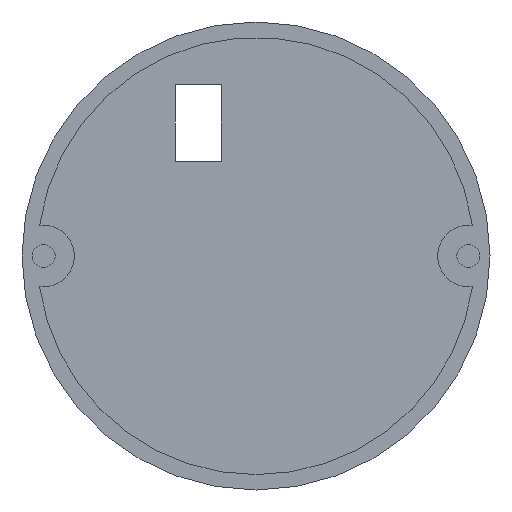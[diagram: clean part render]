
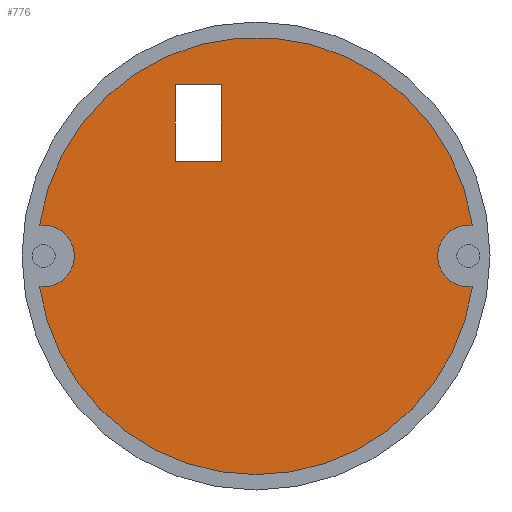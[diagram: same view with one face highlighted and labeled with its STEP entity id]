
A CAD part, front view. The second image highlights one B-rep face of the part: STEP entity #776.
In plain terms, the highlighted planar face has unit normal (0, -1, 0).
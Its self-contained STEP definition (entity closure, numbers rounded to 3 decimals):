
#17 = DIRECTION ( 'NONE',  ( -1., 0., 0. ) ) ;
#25 = CARTESIAN_POINT ( 'NONE',  ( -4.505, 20., 0. ) ) ;
#32 = ORIENTED_EDGE ( 'NONE', *, *, #47, .F. ) ;
#36 = AXIS2_PLACEMENT_3D ( 'NONE', #218, #152, #390 ) ;
#43 = CARTESIAN_POINT ( 'NONE',  ( 28.127, 20., 3.966 ) ) ;
#47 = EDGE_CURVE ( 'NONE', #768, #459, #269, .T. ) ;
#49 = CIRCLE ( 'NONE', #613, 28.405 ) ;
#57 = CIRCLE ( 'NONE', #655, 4. ) ;
#58 = VERTEX_POINT ( 'NONE', #711 ) ;
#65 = FACE_OUTER_BOUND ( 'NONE', #571, .T. ) ;
#66 = CARTESIAN_POINT ( 'NONE',  ( 27.605, 20., -4. ) ) ;
#71 = ORIENTED_EDGE ( 'NONE', *, *, #535, .T. ) ;
#72 = VERTEX_POINT ( 'NONE', #101 ) ;
#84 = DIRECTION ( 'NONE',  ( 0., 1., 0. ) ) ;
#101 = CARTESIAN_POINT ( 'NONE',  ( 28.127, 20., -3.966 ) ) ;
#104 = DIRECTION ( 'NONE',  ( 0., 0., 1. ) ) ;
#124 = ORIENTED_EDGE ( 'NONE', *, *, #603, .F. ) ;
#125 = LINE ( 'NONE', #303, #391 ) ;
#137 = VECTOR ( 'NONE', #767, 1000. ) ;
#141 = CARTESIAN_POINT ( 'NONE',  ( -4.505, 20., 22.281 ) ) ;
#146 = CARTESIAN_POINT ( 'NONE',  ( -27.605, 20., 4. ) ) ;
#151 = LINE ( 'NONE', #25, #164 ) ;
#152 = DIRECTION ( 'NONE',  ( 0., 1., 0. ) ) ;
#155 = CARTESIAN_POINT ( 'NONE',  ( 0., 20., 22.281 ) ) ;
#164 = VECTOR ( 'NONE', #770, 1000. ) ;
#170 = DIRECTION ( 'NONE',  ( 0., 0., 1. ) ) ;
#171 = EDGE_CURVE ( 'NONE', #228, #190, #49, .T. ) ;
#175 = EDGE_CURVE ( 'NONE', #601, #58, #125, .T. ) ;
#180 = DIRECTION ( 'NONE',  ( 0., 0., 1. ) ) ;
#190 = VERTEX_POINT ( 'NONE', #43 ) ;
#208 = CARTESIAN_POINT ( 'NONE',  ( -10.505, 20., 12.281 ) ) ;
#212 = CARTESIAN_POINT ( 'NONE',  ( 27.605, 20., 0. ) ) ;
#217 = EDGE_CURVE ( 'NONE', #379, #722, #290, .T. ) ;
#218 = CARTESIAN_POINT ( 'NONE',  ( -27.605, 20., 0. ) ) ;
#225 = VERTEX_POINT ( 'NONE', #654 ) ;
#228 = VERTEX_POINT ( 'NONE', #538 ) ;
#241 = CIRCLE ( 'NONE', #36, 4. ) ;
#246 = DIRECTION ( 'NONE',  ( 0., 1., 0. ) ) ;
#247 = ORIENTED_EDGE ( 'NONE', *, *, #171, .F. ) ;
#250 = CIRCLE ( 'NONE', #407, 4. ) ;
#269 = CIRCLE ( 'NONE', #322, 4. ) ;
#270 = DIRECTION ( 'NONE',  ( 0., -1., 0. ) ) ;
#279 = DIRECTION ( 'NONE',  ( 0., 0., 1. ) ) ;
#280 = ORIENTED_EDGE ( 'NONE', *, *, #559, .T. ) ;
#283 = DIRECTION ( 'NONE',  ( 0., 1., 0. ) ) ;
#284 = ORIENTED_EDGE ( 'NONE', *, *, #772, .F. ) ;
#286 = EDGE_CURVE ( 'NONE', #228, #638, #677, .T. ) ;
#290 = CIRCLE ( 'NONE', #587, 28.405 ) ;
#298 = DIRECTION ( 'NONE',  ( 0., 1., 0. ) ) ;
#303 = CARTESIAN_POINT ( 'NONE',  ( -10.505, 20., 0. ) ) ;
#310 = CARTESIAN_POINT ( 'NONE',  ( 0., 20., -28.405 ) ) ;
#322 = AXIS2_PLACEMENT_3D ( 'NONE', #468, #584, #461 ) ;
#336 = PLANE ( 'NONE',  #689 ) ;
#356 = LINE ( 'NONE', #756, #365 ) ;
#365 = VECTOR ( 'NONE', #17, 1000. ) ;
#366 = ORIENTED_EDGE ( 'NONE', *, *, #749, .T. ) ;
#379 = VERTEX_POINT ( 'NONE', #310 ) ;
#382 = ORIENTED_EDGE ( 'NONE', *, *, #175, .T. ) ;
#386 = CARTESIAN_POINT ( 'NONE',  ( -27.605, 20., 0. ) ) ;
#387 = CARTESIAN_POINT ( 'NONE',  ( 27.605, 20., 0. ) ) ;
#390 = DIRECTION ( 'NONE',  ( 0., 0., -1. ) ) ;
#391 = VECTOR ( 'NONE', #170, 1000. ) ;
#397 = FACE_BOUND ( 'NONE', #521, .T. ) ;
#407 = AXIS2_PLACEMENT_3D ( 'NONE', #386, #450, #564 ) ;
#410 = CARTESIAN_POINT ( 'NONE',  ( 0., 20., 0. ) ) ;
#450 = DIRECTION ( 'NONE',  ( 0., 1., 0. ) ) ;
#459 = VERTEX_POINT ( 'NONE', #66 ) ;
#461 = DIRECTION ( 'NONE',  ( 0., 0., -1. ) ) ;
#462 = CARTESIAN_POINT ( 'NONE',  ( 0., 20., 0. ) ) ;
#468 = CARTESIAN_POINT ( 'NONE',  ( 27.605, 20., 0. ) ) ;
#476 = CARTESIAN_POINT ( 'NONE',  ( 0., 20., 0. ) ) ;
#479 = CARTESIAN_POINT ( 'NONE',  ( -27.605, 20., 0. ) ) ;
#482 = DIRECTION ( 'NONE',  ( 0., 0., -1. ) ) ;
#502 = CIRCLE ( 'NONE', #751, 4. ) ;
#503 = VERTEX_POINT ( 'NONE', #653 ) ;
#520 = DIRECTION ( 'NONE',  ( 0., 0., 1. ) ) ;
#521 = EDGE_LOOP ( 'NONE', ( #366, #681, #71, #382 ) ) ;
#525 = ORIENTED_EDGE ( 'NONE', *, *, #217, .F. ) ;
#531 = AXIS2_PLACEMENT_3D ( 'NONE', #576, #283, #520 ) ;
#535 = EDGE_CURVE ( 'NONE', #225, #601, #356, .T. ) ;
#538 = CARTESIAN_POINT ( 'NONE',  ( -28.127, 20., 3.966 ) ) ;
#559 = EDGE_CURVE ( 'NONE', #503, #722, #250, .T. ) ;
#563 = DIRECTION ( 'NONE',  ( 0., -1., 0. ) ) ;
#564 = DIRECTION ( 'NONE',  ( 0., 0., -1. ) ) ;
#571 = EDGE_LOOP ( 'NONE', ( #644, #247, #624, #602, #280, #525, #284, #124, #32 ) ) ;
#576 = CARTESIAN_POINT ( 'NONE',  ( 0., 20., 0. ) ) ;
#578 = EDGE_CURVE ( 'NONE', #190, #768, #502, .T. ) ;
#584 = DIRECTION ( 'NONE',  ( 0., -1., 0. ) ) ;
#587 = AXIS2_PLACEMENT_3D ( 'NONE', #476, #246, #180 ) ;
#597 = VERTEX_POINT ( 'NONE', #141 ) ;
#601 = VERTEX_POINT ( 'NONE', #208 ) ;
#602 = ORIENTED_EDGE ( 'NONE', *, *, #771, .T. ) ;
#603 = EDGE_CURVE ( 'NONE', #459, #72, #57, .T. ) ;
#613 = AXIS2_PLACEMENT_3D ( 'NONE', #410, #298, #104 ) ;
#624 = ORIENTED_EDGE ( 'NONE', *, *, #286, .T. ) ;
#625 = DIRECTION ( 'NONE',  ( 0., 0., -1. ) ) ;
#630 = CARTESIAN_POINT ( 'NONE',  ( -28.127, 20., -3.966 ) ) ;
#631 = AXIS2_PLACEMENT_3D ( 'NONE', #479, #729, #482 ) ;
#638 = VERTEX_POINT ( 'NONE', #146 ) ;
#644 = ORIENTED_EDGE ( 'NONE', *, *, #578, .F. ) ;
#653 = CARTESIAN_POINT ( 'NONE',  ( -27.605, 20., -4. ) ) ;
#654 = CARTESIAN_POINT ( 'NONE',  ( -4.505, 20., 12.281 ) ) ;
#655 = AXIS2_PLACEMENT_3D ( 'NONE', #387, #563, #692 ) ;
#677 = CIRCLE ( 'NONE', #631, 4. ) ;
#681 = ORIENTED_EDGE ( 'NONE', *, *, #699, .T. ) ;
#689 = AXIS2_PLACEMENT_3D ( 'NONE', #462, #84, #279 ) ;
#692 = DIRECTION ( 'NONE',  ( 0., 0., -1. ) ) ;
#699 = EDGE_CURVE ( 'NONE', #597, #225, #151, .T. ) ;
#711 = CARTESIAN_POINT ( 'NONE',  ( -10.505, 20., 22.281 ) ) ;
#722 = VERTEX_POINT ( 'NONE', #630 ) ;
#729 = DIRECTION ( 'NONE',  ( 0., 1., 0. ) ) ;
#744 = LINE ( 'NONE', #155, #137 ) ;
#749 = EDGE_CURVE ( 'NONE', #58, #597, #744, .T. ) ;
#751 = AXIS2_PLACEMENT_3D ( 'NONE', #212, #270, #625 ) ;
#756 = CARTESIAN_POINT ( 'NONE',  ( 0., 20., 12.281 ) ) ;
#759 = CARTESIAN_POINT ( 'NONE',  ( 27.605, 20., 4. ) ) ;
#767 = DIRECTION ( 'NONE',  ( 1., 0., 0. ) ) ;
#768 = VERTEX_POINT ( 'NONE', #759 ) ;
#770 = DIRECTION ( 'NONE',  ( 0., 0., -1. ) ) ;
#771 = EDGE_CURVE ( 'NONE', #638, #503, #241, .T. ) ;
#772 = EDGE_CURVE ( 'NONE', #72, #379, #795, .T. ) ;
#776 = ADVANCED_FACE ( 'NONE', ( #397, #65 ), #336, .F. ) ;
#795 = CIRCLE ( 'NONE', #531, 28.405 ) ;
